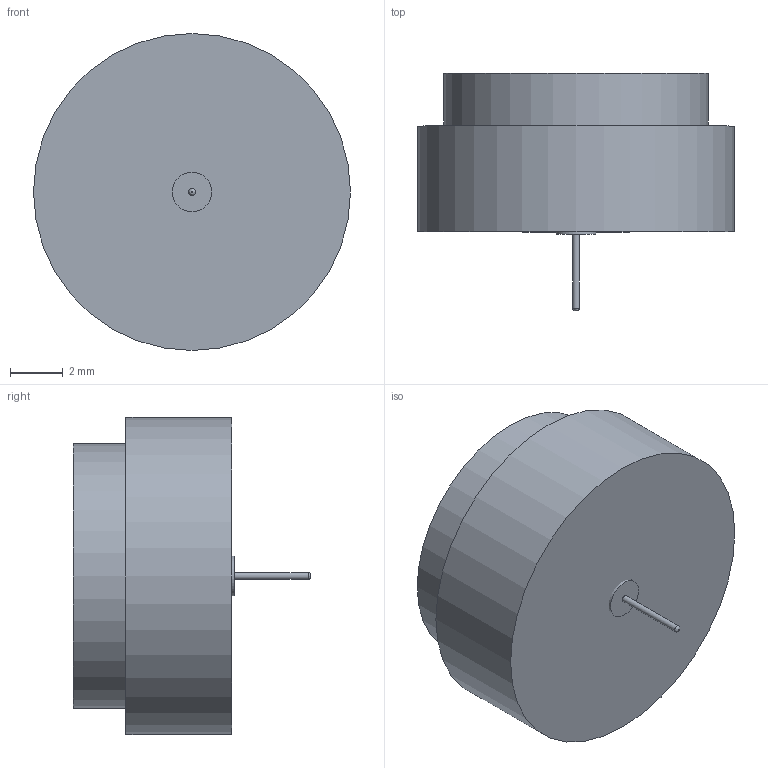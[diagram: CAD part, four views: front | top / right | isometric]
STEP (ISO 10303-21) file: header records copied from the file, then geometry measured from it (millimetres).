
FILE_DESCRIPTION(/* description */ (''),/* implementation_level */ '2;1');
FILE_NAME(/* name */ 'Magnetic v4.step',/* time_stamp */ '2022-12-19T10:48:29+01:00',/* author */ (''),/* organization */ (''),/* preprocessor_version */ 'ST-DEVELOPER v19.2',/* originating_system */ 'Autodesk Translation Framework v11.17.0.187',/* authorisation */ '');
FILE_SCHEMA (('AUTOMOTIVE_DESIGN { 1 0 10303 214 3 1 1 }'));
Length unit declared in the file: millimetre
Products named in the file (4): Magnetic; Plastic; Metal Ring; Pin
Assembly tree (3 placements, depth 2):
  Magnetic
    Plastic
    Metal Ring
    Pin
Bounding box: 12 x 9 x 12 mm (x, y, z)
Volume: 616.6 mm3; surface area: 667.2 mm2
Topology: 3 solids, 3 shells, 19 faces, 27 edges, 18 vertices
Faces by surface type: plane 10, cylinder 8, bspline 1
Full cylindrical faces by diameter (mm): 0.25 x1, 0.8 x1, 1.5 x2, 4 x2, 10 x1, 12 x1
Entity records: 577 total; most frequent: CARTESIAN_POINT 97, DIRECTION 96, ORIENTED_EDGE 54, AXIS2_PLACEMENT_3D 44, EDGE_CURVE 27, EDGE_LOOP 25, FACE_OUTER_BOUND 19, CIRCLE 19
